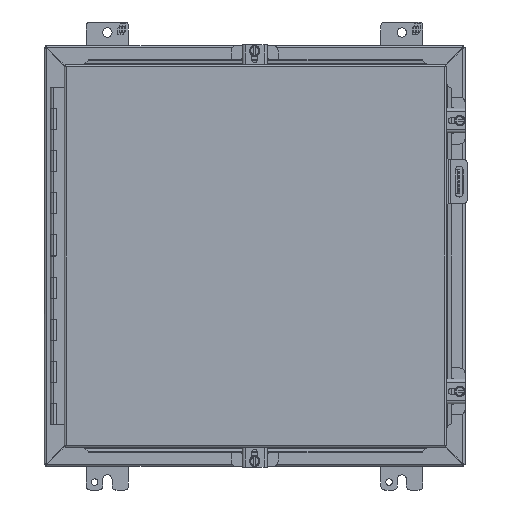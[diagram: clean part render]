
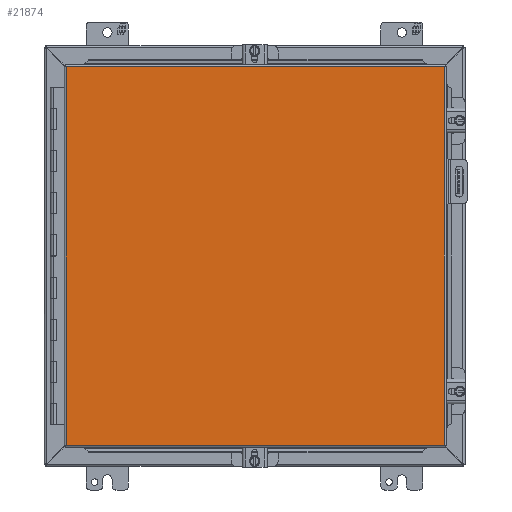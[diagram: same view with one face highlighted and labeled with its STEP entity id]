
A CAD part, front view. The second image highlights one B-rep face of the part: STEP entity #21874.
In plain terms, the highlighted planar face has unit normal (0, -1, 0).
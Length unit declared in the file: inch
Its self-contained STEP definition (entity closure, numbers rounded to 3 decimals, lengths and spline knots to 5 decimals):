
#2399 = EDGE_CURVE ( 'NONE', #40527, #23236, #19364, .T. ) ;
#2678 = VECTOR ( 'NONE', #31087, 39.37008 ) ;
#2739 = VERTEX_POINT ( 'NONE', #8824 ) ;
#6667 = ORIENTED_EDGE ( 'NONE', *, *, #14287, .F. ) ;
#7628 = LINE ( 'NONE', #8065, #2678 ) ;
#7877 = DIRECTION ( 'NONE',  ( 0., 0., -1. ) ) ;
#7919 = ORIENTED_EDGE ( 'NONE', *, *, #23265, .F. ) ;
#8065 = CARTESIAN_POINT ( 'NONE',  ( 9.018, -9.21, -8.9945 ) ) ;
#8824 = CARTESIAN_POINT ( 'NONE',  ( 9.018, -9.21, 8.9945 ) ) ;
#9186 = VECTOR ( 'NONE', #7877, 39.37008 ) ;
#11004 = CARTESIAN_POINT ( 'NONE',  ( 9.018, -9.21, -8.9945 ) ) ;
#11231 = CARTESIAN_POINT ( 'NONE',  ( 9.018, -9.21, 8.9945 ) ) ;
#14287 = EDGE_CURVE ( 'NONE', #23236, #2739, #28010, .T. ) ;
#14949 = ORIENTED_EDGE ( 'NONE', *, *, #2399, .F. ) ;
#15488 = AXIS2_PLACEMENT_3D ( 'NONE', #44019, #23680, #23459 ) ;
#16060 = VECTOR ( 'NONE', #19136, 39.37008 ) ;
#17635 = CARTESIAN_POINT ( 'NONE',  ( -8.954, -9.21, -8.9945 ) ) ;
#17741 = EDGE_CURVE ( 'NONE', #40216, #40527, #7628, .T. ) ;
#18164 = ORIENTED_EDGE ( 'NONE', *, *, #17741, .F. ) ;
#19136 = DIRECTION ( 'NONE',  ( 0., 0., 1. ) ) ;
#19364 = LINE ( 'NONE', #42610, #16060 ) ;
#20113 = PLANE ( 'NONE',  #15488 ) ;
#21298 = VECTOR ( 'NONE', #44098, 39.37008 ) ;
#21874 = ADVANCED_FACE ( 'NONE', ( #30384 ), #20113, .T. ) ;
#23236 = VERTEX_POINT ( 'NONE', #42280 ) ;
#23265 = EDGE_CURVE ( 'NONE', #2739, #40216, #24417, .T. ) ;
#23459 = DIRECTION ( 'NONE',  ( 0., 0., -1. ) ) ;
#23517 = EDGE_LOOP ( 'NONE', ( #7919, #6667, #14949, #18164 ) ) ;
#23680 = DIRECTION ( 'NONE',  ( 0., -1., 0. ) ) ;
#24417 = LINE ( 'NONE', #11231, #9186 ) ;
#28010 = LINE ( 'NONE', #37377, #21298 ) ;
#30384 = FACE_OUTER_BOUND ( 'NONE', #23517, .T. ) ;
#31087 = DIRECTION ( 'NONE',  ( -1., 0., 0. ) ) ;
#37377 = CARTESIAN_POINT ( 'NONE',  ( -8.954, -9.21, 8.9945 ) ) ;
#40216 = VERTEX_POINT ( 'NONE', #11004 ) ;
#40527 = VERTEX_POINT ( 'NONE', #17635 ) ;
#42280 = CARTESIAN_POINT ( 'NONE',  ( -8.954, -9.21, 8.9945 ) ) ;
#42610 = CARTESIAN_POINT ( 'NONE',  ( -8.954, -9.21, -8.9945 ) ) ;
#44019 = CARTESIAN_POINT ( 'NONE',  ( -8.954, -9.21, -8.9945 ) ) ;
#44098 = DIRECTION ( 'NONE',  ( 1., 0., 0. ) ) ;
